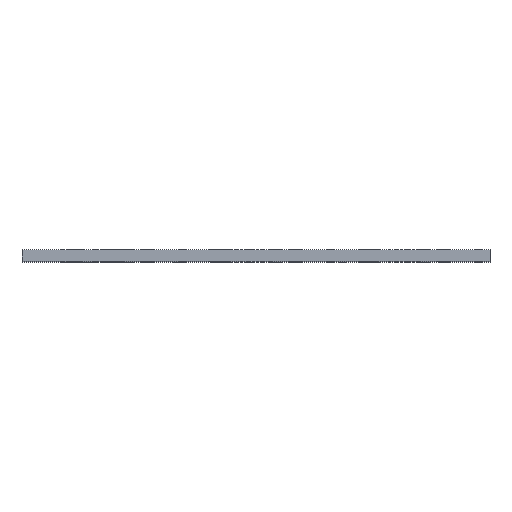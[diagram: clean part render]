
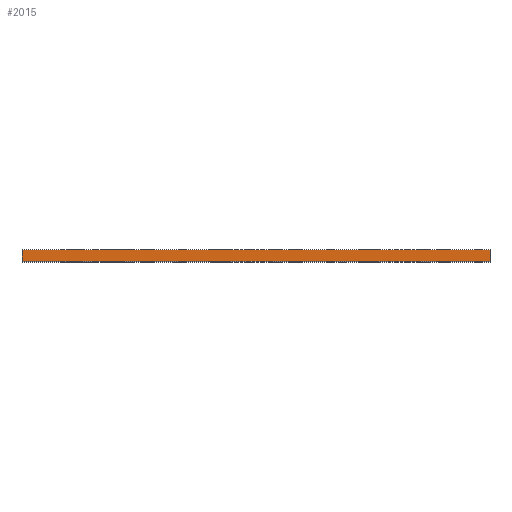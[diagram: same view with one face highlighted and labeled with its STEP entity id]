
A CAD part, top view. The second image highlights one B-rep face of the part: STEP entity #2015.
In plain terms, the highlighted planar face has unit normal (0, 0, 1).
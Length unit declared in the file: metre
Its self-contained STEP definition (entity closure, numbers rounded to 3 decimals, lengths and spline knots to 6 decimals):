
#40=LINE('',#3402,#76);
#43=LINE('',#3408,#79);
#46=LINE('',#3414,#82);
#47=LINE('',#3416,#83);
#76=VECTOR('',#2888,1.);
#79=VECTOR('',#2893,1.);
#82=VECTOR('',#2898,1.);
#83=VECTOR('',#2901,1.);
#95=PLANE('',#2307);
#520=ORIENTED_EDGE('',*,*,#737,.T.);
#521=ORIENTED_EDGE('',*,*,#730,.T.);
#522=ORIENTED_EDGE('',*,*,#736,.F.);
#523=ORIENTED_EDGE('',*,*,#733,.F.);
#730=EDGE_CURVE('',#932,#933,#40,.T.);
#733=EDGE_CURVE('',#934,#935,#43,.T.);
#736=EDGE_CURVE('',#935,#933,#46,.T.);
#737=EDGE_CURVE('',#934,#932,#47,.T.);
#932=VERTEX_POINT('',#3403);
#933=VERTEX_POINT('',#3404);
#934=VERTEX_POINT('',#3409);
#935=VERTEX_POINT('',#3410);
#1469=EDGE_LOOP('',(#520,#521,#522,#523));
#1825=FACE_BOUND('',#1469,.T.);
#2015=ADVANCED_FACE('',(#1825),#95,.T.);
#2307=AXIS2_PLACEMENT_3D('',#3417,#2902,#2903);
#2888=DIRECTION('',(-1.,0.,0.));
#2893=DIRECTION('',(-1.,0.,0.));
#2898=DIRECTION('',(0.,1.,0.));
#2901=DIRECTION('',(0.,1.,0.));
#2902=DIRECTION('',(0.,0.,1.));
#2903=DIRECTION('',(-1.,0.,0.));
#3402=CARTESIAN_POINT('',(0.18006,0.00151,0.13679));
#3403=CARTESIAN_POINT('',(0.18006,0.00151,0.13679));
#3404=CARTESIAN_POINT('',(0.11992,0.00151,0.13679));
#3408=CARTESIAN_POINT('',(0.18006,0.,0.13679));
#3409=CARTESIAN_POINT('',(0.18006,0.,0.13679));
#3410=CARTESIAN_POINT('',(0.11992,0.,0.13679));
#3414=CARTESIAN_POINT('',(0.11992,0.,0.13679));
#3416=CARTESIAN_POINT('',(0.18006,0.,0.13679));
#3417=CARTESIAN_POINT('',(0.18006,0.,0.13679));
